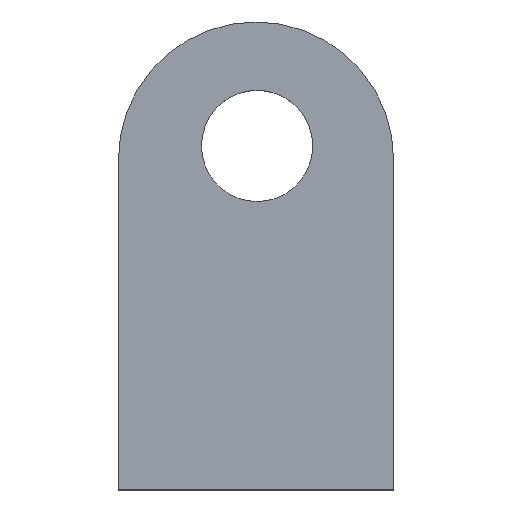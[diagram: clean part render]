
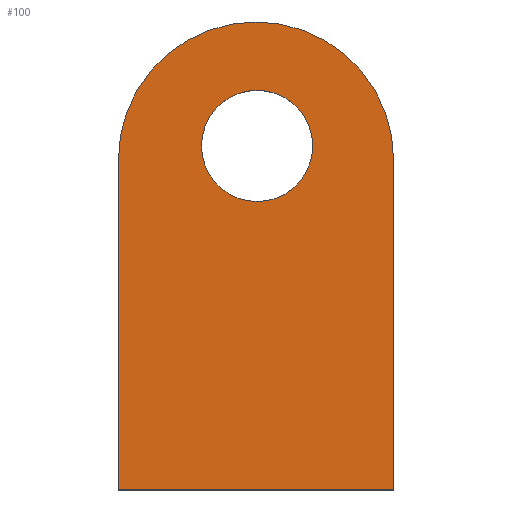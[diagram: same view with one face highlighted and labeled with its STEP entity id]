
A CAD part, top view. The second image highlights one B-rep face of the part: STEP entity #100.
In plain terms, the highlighted planar face has unit normal (0, 0, 1).
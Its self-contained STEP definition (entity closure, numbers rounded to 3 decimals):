
#3 = CARTESIAN_POINT ( 'NONE',  ( -19.802, 124.98, 6.3 ) ) ;
#6 = AXIS2_PLACEMENT_3D ( 'NONE', #297, #144, #290 ) ;
#8 = VERTEX_POINT ( 'NONE', #454 ) ;
#10 = CARTESIAN_POINT ( 'NONE',  ( 50., 0., 6.3 ) ) ;
#22 = VECTOR ( 'NONE', #301, 1000. ) ;
#24 = DIRECTION ( 'NONE',  ( -1., 0., 0. ) ) ;
#35 = VECTOR ( 'NONE', #225, 1000. ) ;
#57 = VERTEX_POINT ( 'NONE', #424 ) ;
#74 = DIRECTION ( 'NONE',  ( -1., 0., 0. ) ) ;
#75 = CARTESIAN_POINT ( 'NONE',  ( -50., 0., 6.3 ) ) ;
#89 = DIRECTION ( 'NONE',  ( 0., 0., 1. ) ) ;
#96 = DIRECTION ( 'NONE',  ( -1., 0., 0. ) ) ;
#100 = ADVANCED_FACE ( 'NONE', ( #103, #227 ), #468, .F. ) ;
#103 = FACE_BOUND ( 'NONE', #193, .T. ) ;
#110 = LINE ( 'NONE', #111, #228 ) ;
#111 = CARTESIAN_POINT ( 'NONE',  ( 50., 170., 6.3 ) ) ;
#129 = ORIENTED_EDGE ( 'NONE', *, *, #248, .F. ) ;
#131 = DIRECTION ( 'NONE',  ( 0., 0., 1. ) ) ;
#133 = CIRCLE ( 'NONE', #171, 50. ) ;
#136 = CARTESIAN_POINT ( 'NONE',  ( 0., 120., 6.3 ) ) ;
#144 = DIRECTION ( 'NONE',  ( 0., 0., 1. ) ) ;
#151 = ORIENTED_EDGE ( 'NONE', *, *, #288, .T. ) ;
#156 = ORIENTED_EDGE ( 'NONE', *, *, #179, .F. ) ;
#162 = AXIS2_PLACEMENT_3D ( 'NONE', #136, #131, #96 ) ;
#163 = EDGE_LOOP ( 'NONE', ( #434, #443, #151, #303, #129 ) ) ;
#171 = AXIS2_PLACEMENT_3D ( 'NONE', #308, #89, #24 ) ;
#179 = EDGE_CURVE ( 'NONE', #310, #312, #236, .T. ) ;
#190 = CARTESIAN_POINT ( 'NONE',  ( -50., 0., 6.3 ) ) ;
#193 = EDGE_LOOP ( 'NONE', ( #410, #156 ) ) ;
#198 = LINE ( 'NONE', #444, #22 ) ;
#201 = CARTESIAN_POINT ( 'NONE',  ( 20.598, 124.98, 6.3 ) ) ;
#225 = DIRECTION ( 'NONE',  ( 1., 0., 0. ) ) ;
#227 = FACE_OUTER_BOUND ( 'NONE', #163, .T. ) ;
#228 = VECTOR ( 'NONE', #262, 1000. ) ;
#236 = CIRCLE ( 'NONE', #6, 20.2 ) ;
#247 = CIRCLE ( 'NONE', #162, 50. ) ;
#248 = EDGE_CURVE ( 'NONE', #8, #352, #110, .T. ) ;
#262 = DIRECTION ( 'NONE',  ( 0., -1., 0. ) ) ;
#288 = EDGE_CURVE ( 'NONE', #376, #341, #198, .T. ) ;
#290 = DIRECTION ( 'NONE',  ( -1., 0., 0. ) ) ;
#291 = CARTESIAN_POINT ( 'NONE',  ( -50., 170., 6.3 ) ) ;
#294 = AXIS2_PLACEMENT_3D ( 'NONE', #291, #356, #74 ) ;
#297 = CARTESIAN_POINT ( 'NONE',  ( 0.398, 124.98, 6.3 ) ) ;
#301 = DIRECTION ( 'NONE',  ( 0., -1., 0. ) ) ;
#303 = ORIENTED_EDGE ( 'NONE', *, *, #401, .T. ) ;
#308 = CARTESIAN_POINT ( 'NONE',  ( 0., 120., 6.3 ) ) ;
#310 = VERTEX_POINT ( 'NONE', #201 ) ;
#312 = VERTEX_POINT ( 'NONE', #3 ) ;
#315 = CIRCLE ( 'NONE', #334, 20.2 ) ;
#334 = AXIS2_PLACEMENT_3D ( 'NONE', #420, #374, #450 ) ;
#341 = VERTEX_POINT ( 'NONE', #190 ) ;
#352 = VERTEX_POINT ( 'NONE', #10 ) ;
#356 = DIRECTION ( 'NONE',  ( 0., 0., -1. ) ) ;
#374 = DIRECTION ( 'NONE',  ( 0., 0., 1. ) ) ;
#376 = VERTEX_POINT ( 'NONE', #447 ) ;
#379 = LINE ( 'NONE', #75, #35 ) ;
#401 = EDGE_CURVE ( 'NONE', #341, #352, #379, .T. ) ;
#407 = EDGE_CURVE ( 'NONE', #8, #57, #247, .T. ) ;
#410 = ORIENTED_EDGE ( 'NONE', *, *, #442, .F. ) ;
#420 = CARTESIAN_POINT ( 'NONE',  ( 0.398, 124.98, 6.3 ) ) ;
#424 = CARTESIAN_POINT ( 'NONE',  ( 0., 170., 6.3 ) ) ;
#434 = ORIENTED_EDGE ( 'NONE', *, *, #407, .T. ) ;
#442 = EDGE_CURVE ( 'NONE', #312, #310, #315, .T. ) ;
#443 = ORIENTED_EDGE ( 'NONE', *, *, #457, .T. ) ;
#444 = CARTESIAN_POINT ( 'NONE',  ( -50., 170., 6.3 ) ) ;
#447 = CARTESIAN_POINT ( 'NONE',  ( -50., 120., 6.3 ) ) ;
#450 = DIRECTION ( 'NONE',  ( -1., 0., 0. ) ) ;
#454 = CARTESIAN_POINT ( 'NONE',  ( 50., 120., 6.3 ) ) ;
#457 = EDGE_CURVE ( 'NONE', #57, #376, #133, .T. ) ;
#468 = PLANE ( 'NONE',  #294 ) ;
